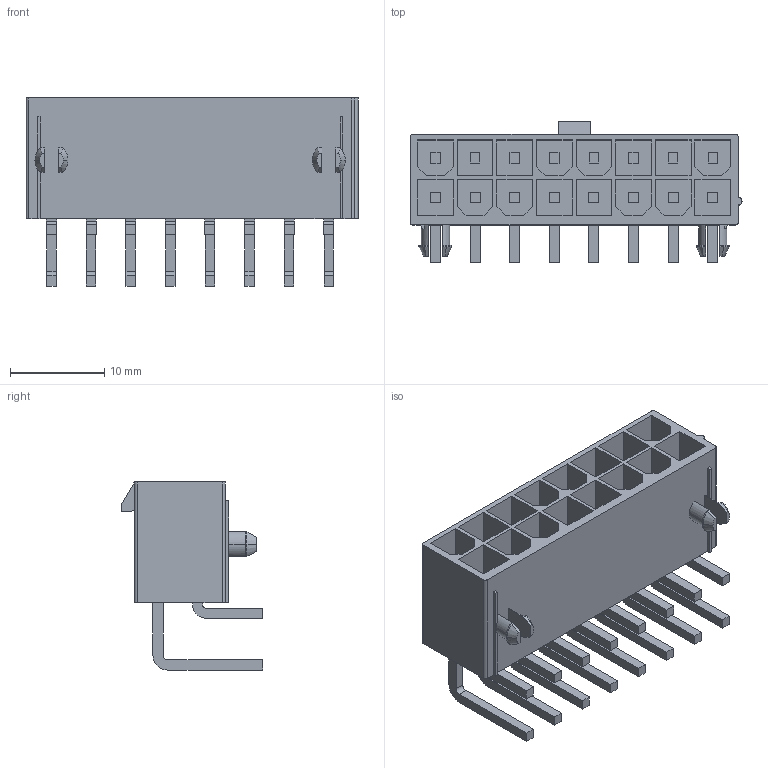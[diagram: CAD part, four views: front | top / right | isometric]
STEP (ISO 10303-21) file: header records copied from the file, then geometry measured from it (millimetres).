
FILE_DESCRIPTION(('STEP AP214'),'1');
FILE_NAME('39-30-1160.stp','2017-04-25T14:07:31',('TraceParts'),('TraceParts S.A.'),'Spatial InterOp 3D',' ',' ');
FILE_SCHEMA(('automotive_design'));
Length unit declared in the file: millimetre
Products named in the file (2): 39-30-1160_1; 1
Bounding box: 35.2 x 15 x 19.93 mm (x, y, z)
Volume: 2542.5 mm3; surface area: 5073.2 mm2
Topology: 1 solids, 1 shells, 402 faces, 1062 edges, 750 vertices
Faces by surface type: plane 340, cylinder 54, cone 8
Entity records: 12303 total; most frequent: CARTESIAN_POINT 2164, ORIENTED_EDGE 2048, DIRECTION 2018, EDGE_CURVE 1024, LINE 898, VECTOR 898, VERTEX_POINT 674, AXIS2_PLACEMENT_3D 560
